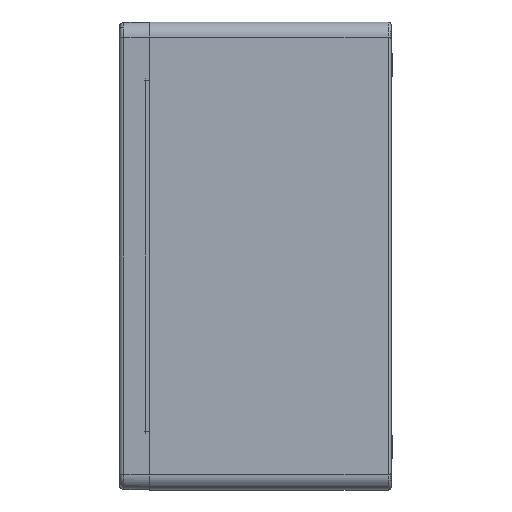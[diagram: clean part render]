
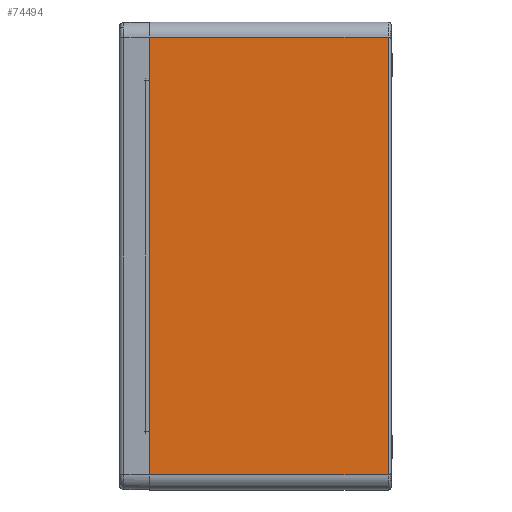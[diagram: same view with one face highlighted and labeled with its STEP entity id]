
A CAD part, left-side view. The second image highlights one B-rep face of the part: STEP entity #74494.
In plain terms, the highlighted planar face has unit normal (-1, 0, 0).
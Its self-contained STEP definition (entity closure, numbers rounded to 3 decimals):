
#34617 = CARTESIAN_POINT ( 'NONE',  ( -300., 0., -145. ) ) ;
#34760 = LINE ( 'NONE', #34813, #34812 ) ;
#34810 = CARTESIAN_POINT ( 'NONE',  ( -300., 0., 145. ) ) ;
#34811 = DIRECTION ( 'NONE',  ( 0., 0., 1. ) ) ;
#34812 = VECTOR ( 'NONE', #34811, 1000. ) ;
#34813 = CARTESIAN_POINT ( 'NONE',  ( -300., 0., -155. ) ) ;
#35124 = CARTESIAN_POINT ( 'NONE',  ( -300., -158., 145. ) ) ;
#35130 = DIRECTION ( 'NONE',  ( 0., 1., 0. ) ) ;
#35131 = VECTOR ( 'NONE', #35130, 1000. ) ;
#35132 = CARTESIAN_POINT ( 'NONE',  ( -300., -160., 145. ) ) ;
#35143 = LINE ( 'NONE', #35132, #35131 ) ;
#35144 = CARTESIAN_POINT ( 'NONE',  ( -300., -158., -145. ) ) ;
#35168 = CARTESIAN_POINT ( 'NONE',  ( -300., -158., 145. ) ) ;
#35170 = LINE ( 'NONE', #35168, #35200 ) ;
#35199 = DIRECTION ( 'NONE',  ( 0., 0., 1. ) ) ;
#35200 = VECTOR ( 'NONE', #35199, 1000. ) ;
#42708 = VERTEX_POINT ( 'NONE', #34617 ) ;
#43420 = EDGE_CURVE ( 'NONE', #42708, #43435, #34760, .T. ) ;
#43435 = VERTEX_POINT ( 'NONE', #34810 ) ;
#45146 = ORIENTED_EDGE ( 'NONE', *, *, #43420, .F. ) ;
#45212 = VERTEX_POINT ( 'NONE', #35144 ) ;
#45349 = ORIENTED_EDGE ( 'NONE', *, *, #45350, .T. ) ;
#45350 = EDGE_CURVE ( 'NONE', #45411, #43435, #35143, .T. ) ;
#45377 = ORIENTED_EDGE ( 'NONE', *, *, #45506, .T. ) ;
#45411 = VERTEX_POINT ( 'NONE', #35124 ) ;
#45506 = EDGE_CURVE ( 'NONE', #45212, #45411, #35170, .T. ) ;
#56676 = DIRECTION ( 'NONE',  ( 0., -1., 0. ) ) ;
#56677 = VECTOR ( 'NONE', #56676, 1000. ) ;
#56678 = CARTESIAN_POINT ( 'NONE',  ( -300., -160., -145. ) ) ;
#56684 = LINE ( 'NONE', #56678, #56677 ) ;
#56779 = DIRECTION ( 'NONE',  ( 0., 0., 1. ) ) ;
#56780 = DIRECTION ( 'NONE',  ( -1., 0., 0. ) ) ;
#56781 = CARTESIAN_POINT ( 'NONE',  ( -300., -160., -155. ) ) ;
#56787 = AXIS2_PLACEMENT_3D ( 'NONE', #56781, #56780, #56779 ) ;
#56788 = PLANE ( 'NONE',  #56787 ) ;
#56789 = FACE_OUTER_BOUND ( 'NONE', #74501, .T. ) ;
#74462 = ORIENTED_EDGE ( 'NONE', *, *, #74475, .T. ) ;
#74475 = EDGE_CURVE ( 'NONE', #42708, #45212, #56684, .T. ) ;
#74494 = ADVANCED_FACE ( 'NONE', ( #56789 ), #56788, .T. ) ;
#74501 = EDGE_LOOP ( 'NONE', ( #74462, #45377, #45349, #45146 ) ) ;
